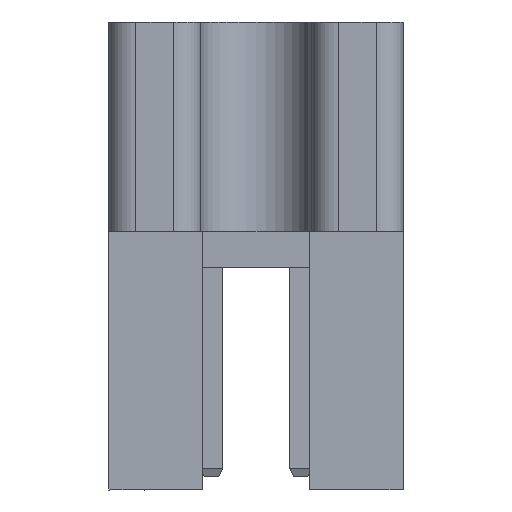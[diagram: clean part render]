
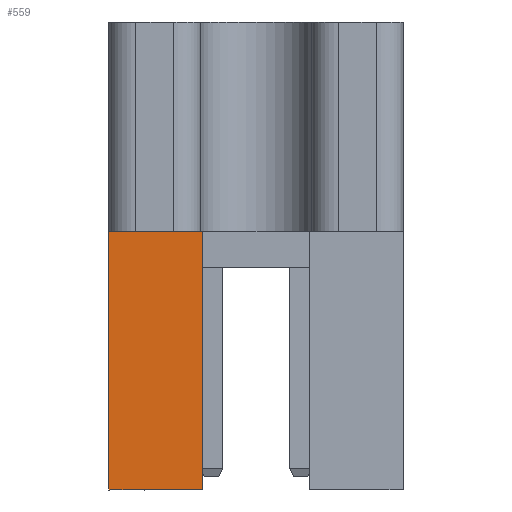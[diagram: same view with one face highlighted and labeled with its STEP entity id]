
A CAD part, left-side view. The second image highlights one B-rep face of the part: STEP entity #559.
In plain terms, the highlighted planar face has unit normal (-1, 0, 0).
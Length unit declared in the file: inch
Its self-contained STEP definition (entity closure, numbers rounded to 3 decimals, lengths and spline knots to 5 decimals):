
#559=ADVANCED_FACE('',(#1210),#924,.T.);
#924=PLANE('',#7886);
#1210=FACE_OUTER_BOUND('',#1657,.T.);
#1657=EDGE_LOOP('',(#2522,#2523,#2524,#2525));
#2522=ORIENTED_EDGE('',*,*,#5223,.T.);
#2523=ORIENTED_EDGE('',*,*,#5173,.T.);
#2524=ORIENTED_EDGE('',*,*,#5321,.T.);
#2525=ORIENTED_EDGE('',*,*,#5317,.F.);
#4416=VERTEX_POINT('',#10534);
#4421=VERTEX_POINT('',#10544);
#4449=VERTEX_POINT('',#10627);
#4498=VERTEX_POINT('',#10744);
#5173=EDGE_CURVE('',#4416,#4421,#6219,.T.);
#5223=EDGE_CURVE('',#4449,#4416,#6266,.T.);
#5317=EDGE_CURVE('',#4449,#4498,#6334,.T.);
#5321=EDGE_CURVE('',#4421,#4498,#6337,.T.);
#6219=LINE('',#10545,#7067);
#6266=LINE('',#10626,#7114);
#6334=LINE('',#10809,#7182);
#6337=LINE('',#10819,#7185);
#7067=VECTOR('',#8596,1.);
#7114=VECTOR('',#8657,1.);
#7182=VECTOR('',#8811,1.);
#7185=VECTOR('',#8826,1.);
#7886=AXIS2_PLACEMENT_3D('',#10820,#8827,#8828);
#8596=DIRECTION('',(0.,-1.,0.));
#8657=DIRECTION('',(0.,0.,-1.));
#8811=DIRECTION('',(0.,-1.,0.));
#8826=DIRECTION('',(0.,0.,1.));
#8827=DIRECTION('',(-1.,0.,0.));
#8828=DIRECTION('',(0.,0.,1.));
#10534=CARTESIAN_POINT('',(-0.27339,0.165,-0.907));
#10544=CARTESIAN_POINT('',(-0.27339,0.06,-0.907));
#10545=CARTESIAN_POINT('',(-0.27339,0.165,-0.907));
#10626=CARTESIAN_POINT('',(-0.27339,0.165,-0.907));
#10627=CARTESIAN_POINT('',(-0.27339,0.165,-0.617));
#10744=CARTESIAN_POINT('',(-0.27339,0.06,-0.617));
#10809=CARTESIAN_POINT('',(-0.27339,0.165,-0.617));
#10819=CARTESIAN_POINT('',(-0.27339,0.06,-0.657));
#10820=CARTESIAN_POINT('',(-0.27339,0.165,-0.617));
